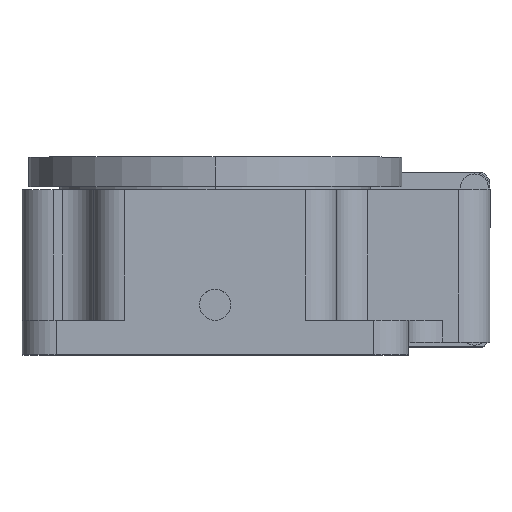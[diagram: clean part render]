
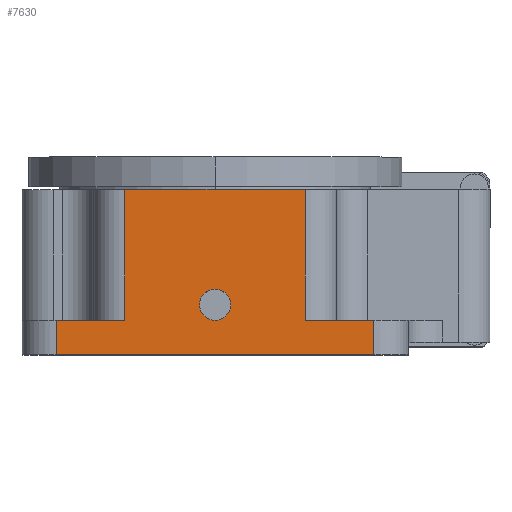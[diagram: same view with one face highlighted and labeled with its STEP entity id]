
A CAD part, top view. The second image highlights one B-rep face of the part: STEP entity #7630.
In plain terms, the highlighted face is planar.
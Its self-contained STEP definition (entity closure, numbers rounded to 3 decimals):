
#178 = VERTEX_POINT ( 'NONE', #1569 ) ;
#186 = LINE ( 'NONE', #329, #4341 ) ;
#204 = CARTESIAN_POINT ( 'NONE',  ( 31., 8., -2.5 ) ) ;
#329 = CARTESIAN_POINT ( 'NONE',  ( 31., 26.5, -25.5 ) ) ;
#755 = ORIENTED_EDGE ( 'NONE', *, *, #11021, .F. ) ;
#778 = ORIENTED_EDGE ( 'NONE', *, *, #1791, .T. ) ;
#855 = EDGE_CURVE ( 'NONE', #7026, #6313, #1752, .T. ) ;
#1138 = CARTESIAN_POINT ( 'NONE',  ( 31., 8., 2.5 ) ) ;
#1273 = AXIS2_PLACEMENT_3D ( 'NONE', #9645, #9847, #4508 ) ;
#1427 = LINE ( 'NONE', #7081, #2139 ) ;
#1569 = CARTESIAN_POINT ( 'NONE',  ( 31., 5.5, -14.5 ) ) ;
#1684 = VERTEX_POINT ( 'NONE', #2733 ) ;
#1712 = VERTEX_POINT ( 'NONE', #10237 ) ;
#1752 = LINE ( 'NONE', #3903, #13047 ) ;
#1791 = EDGE_CURVE ( 'NONE', #10926, #1684, #12319, .T. ) ;
#1843 = VERTEX_POINT ( 'NONE', #11238 ) ;
#1855 = CARTESIAN_POINT ( 'NONE',  ( 31., 5.5, -19.5 ) ) ;
#1878 = ORIENTED_EDGE ( 'NONE', *, *, #5461, .T. ) ;
#2139 = VECTOR ( 'NONE', #6151, 1000. ) ;
#2337 = CARTESIAN_POINT ( 'NONE',  ( 31., 26.5, 14.5 ) ) ;
#2733 = CARTESIAN_POINT ( 'NONE',  ( 31., 0., -25.5 ) ) ;
#3394 = EDGE_CURVE ( 'NONE', #6313, #1712, #4200, .T. ) ;
#3546 = FACE_OUTER_BOUND ( 'NONE', #13108, .T. ) ;
#3660 = ORIENTED_EDGE ( 'NONE', *, *, #6301, .T. ) ;
#3748 = DIRECTION ( 'NONE',  ( -1., 0., 0. ) ) ;
#3902 = ORIENTED_EDGE ( 'NONE', *, *, #6487, .F. ) ;
#3903 = CARTESIAN_POINT ( 'NONE',  ( 31., 26.5, 14.5 ) ) ;
#4200 = LINE ( 'NONE', #6166, #8482 ) ;
#4341 = VECTOR ( 'NONE', #11530, 1000. ) ;
#4385 = DIRECTION ( 'NONE',  ( 0., 0., -1. ) ) ;
#4508 = DIRECTION ( 'NONE',  ( 0., 0., -1. ) ) ;
#4558 = FACE_BOUND ( 'NONE', #11716, .T. ) ;
#5090 = DIRECTION ( 'NONE',  ( 0., 0., 1. ) ) ;
#5097 = CARTESIAN_POINT ( 'NONE',  ( 31., 8., 0. ) ) ;
#5103 = CARTESIAN_POINT ( 'NONE',  ( 31., 0., -25.5 ) ) ;
#5303 = CARTESIAN_POINT ( 'NONE',  ( 31., 5.5, -25.5 ) ) ;
#5397 = LINE ( 'NONE', #10609, #9257 ) ;
#5406 = VERTEX_POINT ( 'NONE', #204 ) ;
#5439 = ORIENTED_EDGE ( 'NONE', *, *, #5864, .F. ) ;
#5461 = EDGE_CURVE ( 'NONE', #178, #1843, #6420, .T. ) ;
#5864 = EDGE_CURVE ( 'NONE', #8874, #1684, #186, .T. ) ;
#6151 = DIRECTION ( 'NONE',  ( 0., -1., 0. ) ) ;
#6166 = CARTESIAN_POINT ( 'NONE',  ( 31., 5.5, 31. ) ) ;
#6301 = EDGE_CURVE ( 'NONE', #8874, #178, #9811, .T. ) ;
#6313 = VERTEX_POINT ( 'NONE', #10077 ) ;
#6420 = LINE ( 'NONE', #12494, #8110 ) ;
#6445 = AXIS2_PLACEMENT_3D ( 'NONE', #5097, #10424, #11302 ) ;
#6487 = EDGE_CURVE ( 'NONE', #10030, #5406, #12908, .T. ) ;
#6645 = PLANE ( 'NONE',  #7103 ) ;
#7026 = VERTEX_POINT ( 'NONE', #2337 ) ;
#7081 = CARTESIAN_POINT ( 'NONE',  ( 31., 26.5, 25.5 ) ) ;
#7090 = CIRCLE ( 'NONE', #1273, 2.5 ) ;
#7103 = AXIS2_PLACEMENT_3D ( 'NONE', #9760, #3748, #11920 ) ;
#7360 = DIRECTION ( 'NONE',  ( 0., 0., -1. ) ) ;
#7366 = DIRECTION ( 'NONE',  ( 0., 1., 0. ) ) ;
#7630 = ADVANCED_FACE ( 'NONE', ( #4558, #3546 ), #6645, .F. ) ;
#8045 = VECTOR ( 'NONE', #4385, 1000. ) ;
#8101 = DIRECTION ( 'NONE',  ( 0., -1., 0. ) ) ;
#8110 = VECTOR ( 'NONE', #7366, 1000. ) ;
#8482 = VECTOR ( 'NONE', #5090, 1000. ) ;
#8871 = ORIENTED_EDGE ( 'NONE', *, *, #11203, .T. ) ;
#8874 = VERTEX_POINT ( 'NONE', #5303 ) ;
#9257 = VECTOR ( 'NONE', #7360, 1000. ) ;
#9263 = CARTESIAN_POINT ( 'NONE',  ( 31., 0., 25.5 ) ) ;
#9272 = ORIENTED_EDGE ( 'NONE', *, *, #3394, .T. ) ;
#9274 = VECTOR ( 'NONE', #12177, 1000. ) ;
#9645 = CARTESIAN_POINT ( 'NONE',  ( 31., 8., 0. ) ) ;
#9760 = CARTESIAN_POINT ( 'NONE',  ( 31., 26.5, -25.5 ) ) ;
#9811 = LINE ( 'NONE', #1855, #9274 ) ;
#9847 = DIRECTION ( 'NONE',  ( 1., 0., 0. ) ) ;
#10030 = VERTEX_POINT ( 'NONE', #1138 ) ;
#10077 = CARTESIAN_POINT ( 'NONE',  ( 31., 5.5, 14.5 ) ) ;
#10237 = CARTESIAN_POINT ( 'NONE',  ( 31., 5.5, 25.5 ) ) ;
#10424 = DIRECTION ( 'NONE',  ( 1., 0., 0. ) ) ;
#10609 = CARTESIAN_POINT ( 'NONE',  ( 31., 26.5, -25.5 ) ) ;
#10913 = ORIENTED_EDGE ( 'NONE', *, *, #11083, .F. ) ;
#10926 = VERTEX_POINT ( 'NONE', #9263 ) ;
#11017 = ORIENTED_EDGE ( 'NONE', *, *, #855, .T. ) ;
#11021 = EDGE_CURVE ( 'NONE', #7026, #1843, #5397, .T. ) ;
#11083 = EDGE_CURVE ( 'NONE', #5406, #10030, #7090, .T. ) ;
#11203 = EDGE_CURVE ( 'NONE', #1712, #10926, #1427, .T. ) ;
#11238 = CARTESIAN_POINT ( 'NONE',  ( 31., 26.5, -14.5 ) ) ;
#11302 = DIRECTION ( 'NONE',  ( 0., 0., -1. ) ) ;
#11530 = DIRECTION ( 'NONE',  ( 0., -1., 0. ) ) ;
#11716 = EDGE_LOOP ( 'NONE', ( #10913, #3902 ) ) ;
#11920 = DIRECTION ( 'NONE',  ( 0., 0., 1. ) ) ;
#12177 = DIRECTION ( 'NONE',  ( 0., 0., 1. ) ) ;
#12319 = LINE ( 'NONE', #5103, #8045 ) ;
#12494 = CARTESIAN_POINT ( 'NONE',  ( 31., 26.5, -14.5 ) ) ;
#12908 = CIRCLE ( 'NONE', #6445, 2.5 ) ;
#13047 = VECTOR ( 'NONE', #8101, 1000. ) ;
#13108 = EDGE_LOOP ( 'NONE', ( #3660, #1878, #755, #11017, #9272, #8871, #778, #5439 ) ) ;
